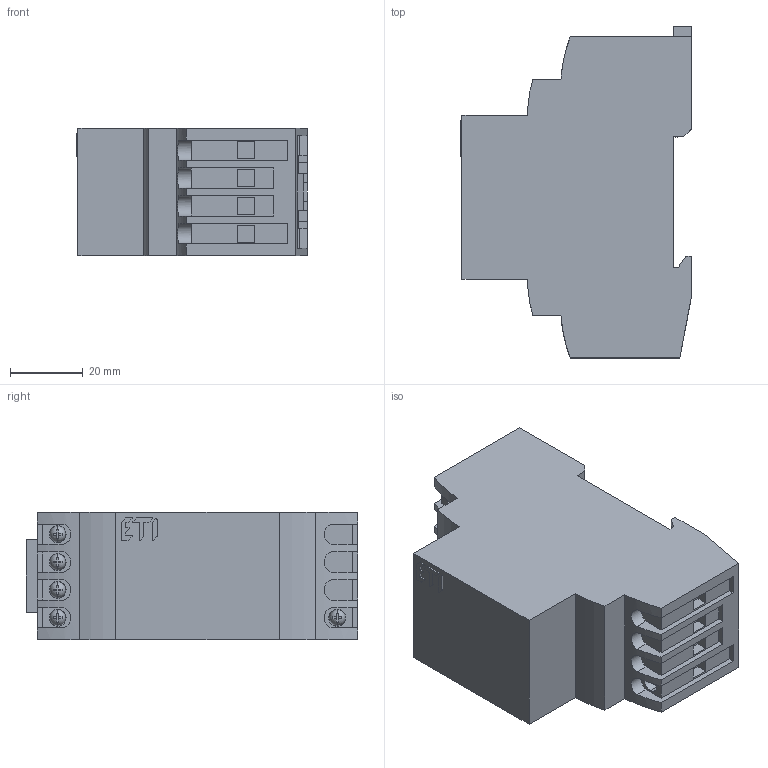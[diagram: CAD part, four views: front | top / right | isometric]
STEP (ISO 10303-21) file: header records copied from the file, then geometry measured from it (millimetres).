
FILE_DESCRIPTION((''),'2;1');
FILE_NAME('ETICLOCK_ASM','2020-11-05T',('marketing.praksa'),('Audax d.o.o.'),'CREO PARAMETRIC BY PTC INC, 2017480','CREO PARAMETRIC BY PTC INC, 2017480','');
FILE_SCHEMA(('AUTOMOTIVE_DESIGN { 1 0 10303 214 1 1 1 1 }'));
Length unit declared in the file: millimetre
Products named in the file (22): TMP_DWG_95_1; TMP_DWG_95_ASM; TMP_DWG_96_1; TMP_DWG_96_ASM; TMP_DWG_97_1; TMP_DWG_97_ASM; TMP_DWG_98_1; TMP_DWG_98_ASM; TMP_DWG_99_1; TMP_DWG_99_ASM; TMP_DWG_100_1; TMP_DWG_100_ASM; TMP_DWG_101_1; TMP_DWG_101_ASM; TMP_DWG_102_1_1; TMP_DWG_102_1_2; TMP_DWG_102_1_3; TMP_DWG_102_1_ASM; TMP_DWG_102_ASM; TMP_DWG_103_1; TMP_DWG_103_ASM; ETICLOCK_ASM
Assembly tree (21 placements, depth 4):
  ETICLOCK_ASM
    TMP_DWG_95_ASM
      TMP_DWG_95_1
    TMP_DWG_96_ASM
      TMP_DWG_96_1
    TMP_DWG_97_ASM
      TMP_DWG_97_1
    TMP_DWG_98_ASM
      TMP_DWG_98_1
    TMP_DWG_99_ASM
      TMP_DWG_99_1
    TMP_DWG_100_ASM
      TMP_DWG_100_1
    TMP_DWG_101_ASM
      TMP_DWG_101_1
    TMP_DWG_102_ASM
      TMP_DWG_102_1_ASM
        TMP_DWG_102_1_1
        TMP_DWG_102_1_2
        TMP_DWG_102_1_3
    TMP_DWG_103_ASM
      TMP_DWG_103_1
Bounding box: 63.32 x 91.2 x 35 mm (x, y, z)
Volume: 143016.4 mm3; surface area: 23535.1 mm2
Topology: 11 solids, 11 shells, 331 faces, 898 edges, 599 vertices
Faces by surface type: plane 273, cylinder 46, sphere 10, bspline 2
Entity records: 19702 total; most frequent: CARTESIAN_POINT 5015, DIRECTION 1847, ORIENTED_EDGE 1796, PRESENTATION_STYLE_ASSIGNMENT 1240, STYLED_ITEM 1240, CURVE_STYLE 898, EDGE_CURVE 898, VECTOR 689
